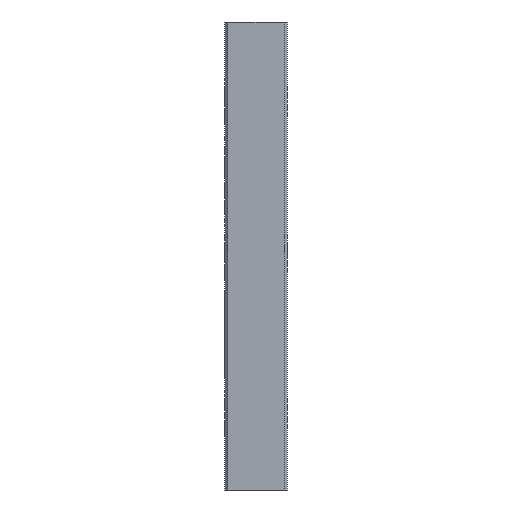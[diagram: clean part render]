
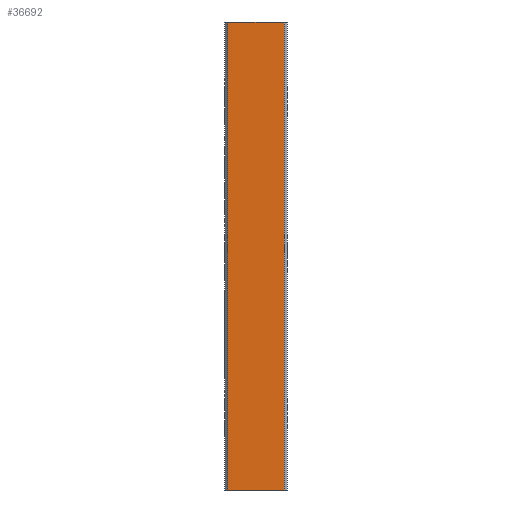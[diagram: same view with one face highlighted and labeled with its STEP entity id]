
A CAD part, front view. The second image highlights one B-rep face of the part: STEP entity #36692.
In plain terms, the highlighted planar face has unit normal (0, -1, 0).
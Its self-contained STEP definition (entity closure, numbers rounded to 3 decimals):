
#33145 = PLANE('',#33146);
#33146 = AXIS2_PLACEMENT_3D('',#33147,#33148,#33149);
#33147 = CARTESIAN_POINT('',(-0.315,-0.885,30.));
#33148 = DIRECTION('',(0.,0.,-1.));
#33149 = DIRECTION('',(-1.,0.,0.));
#33199 = PLANE('',#33200);
#33200 = AXIS2_PLACEMENT_3D('',#33201,#33202,#33203);
#33201 = CARTESIAN_POINT('',(-0.315,-0.885,0.));
#33202 = DIRECTION('',(0.,0.,-1.));
#33203 = DIRECTION('',(-1.,0.,0.));
#33514 = VERTEX_POINT('',#33515);
#33515 = CARTESIAN_POINT('',(1.8,-4.25,0.));
#33529 = PLANE('',#33530);
#33530 = AXIS2_PLACEMENT_3D('',#33531,#33532,#33533);
#33531 = CARTESIAN_POINT('',(1.8,-4.25,0.));
#33532 = DIRECTION('',(-0.707,0.707,0.));
#33533 = DIRECTION('',(0.707,0.707,0.));
#33541 = EDGE_CURVE('',#33542,#33514,#33544,.T.);
#33542 = VERTEX_POINT('',#33543);
#33543 = CARTESIAN_POINT('',(-1.8,-4.25,0.));
#33544 = SURFACE_CURVE('',#33545,(#33549,#33556),.PCURVE_S1.);
#33545 = LINE('',#33546,#33547);
#33546 = CARTESIAN_POINT('',(-1.8,-4.25,0.));
#33547 = VECTOR('',#33548,1.);
#33548 = DIRECTION('',(1.,0.,0.));
#33549 = PCURVE('',#33199,#33550);
#33550 = DEFINITIONAL_REPRESENTATION('',(#33551),#33555);
#33551 = LINE('',#33552,#33553);
#33552 = CARTESIAN_POINT('',(1.485,-3.365));
#33553 = VECTOR('',#33554,1.);
#33554 = DIRECTION('',(-1.,0.));
#33555 = ( GEOMETRIC_REPRESENTATION_CONTEXT(2) 
PARAMETRIC_REPRESENTATION_CONTEXT() REPRESENTATION_CONTEXT('2D SPACE',''
  ) );
#33556 = PCURVE('',#33557,#33562);
#33557 = PLANE('',#33558);
#33558 = AXIS2_PLACEMENT_3D('',#33559,#33560,#33561);
#33559 = CARTESIAN_POINT('',(-1.8,-4.25,0.));
#33560 = DIRECTION('',(0.,1.,0.));
#33561 = DIRECTION('',(1.,0.,0.));
#33562 = DEFINITIONAL_REPRESENTATION('',(#33563),#33567);
#33563 = LINE('',#33564,#33565);
#33564 = CARTESIAN_POINT('',(0.,0.));
#33565 = VECTOR('',#33566,1.);
#33566 = DIRECTION('',(1.,0.));
#33567 = ( GEOMETRIC_REPRESENTATION_CONTEXT(2) 
PARAMETRIC_REPRESENTATION_CONTEXT() REPRESENTATION_CONTEXT('2D SPACE',''
  ) );
#33585 = PLANE('',#33586);
#33586 = AXIS2_PLACEMENT_3D('',#33587,#33588,#33589);
#33587 = CARTESIAN_POINT('',(-2.,-4.05,0.));
#33588 = DIRECTION('',(0.707,0.707,0.));
#33589 = DIRECTION('',(0.707,-0.707,0.));
#33831 = VERTEX_POINT('',#33832);
#33832 = CARTESIAN_POINT('',(1.8,-4.25,30.));
#33853 = EDGE_CURVE('',#33854,#33831,#33856,.T.);
#33854 = VERTEX_POINT('',#33855);
#33855 = CARTESIAN_POINT('',(-1.8,-4.25,30.));
#33856 = SURFACE_CURVE('',#33857,(#33861,#33868),.PCURVE_S1.);
#33857 = LINE('',#33858,#33859);
#33858 = CARTESIAN_POINT('',(-1.8,-4.25,30.));
#33859 = VECTOR('',#33860,1.);
#33860 = DIRECTION('',(1.,0.,0.));
#33861 = PCURVE('',#33145,#33862);
#33862 = DEFINITIONAL_REPRESENTATION('',(#33863),#33867);
#33863 = LINE('',#33864,#33865);
#33864 = CARTESIAN_POINT('',(1.485,-3.365));
#33865 = VECTOR('',#33866,1.);
#33866 = DIRECTION('',(-1.,0.));
#33867 = ( GEOMETRIC_REPRESENTATION_CONTEXT(2) 
PARAMETRIC_REPRESENTATION_CONTEXT() REPRESENTATION_CONTEXT('2D SPACE',''
  ) );
#33868 = PCURVE('',#33557,#33869);
#33869 = DEFINITIONAL_REPRESENTATION('',(#33870),#33874);
#33870 = LINE('',#33871,#33872);
#33871 = CARTESIAN_POINT('',(0.,-30.));
#33872 = VECTOR('',#33873,1.);
#33873 = DIRECTION('',(1.,0.));
#33874 = ( GEOMETRIC_REPRESENTATION_CONTEXT(2) 
PARAMETRIC_REPRESENTATION_CONTEXT() REPRESENTATION_CONTEXT('2D SPACE',''
  ) );
#36539 = EDGE_CURVE('',#33542,#33854,#36540,.T.);
#36540 = SURFACE_CURVE('',#36541,(#36545,#36552),.PCURVE_S1.);
#36541 = LINE('',#36542,#36543);
#36542 = CARTESIAN_POINT('',(-1.8,-4.25,0.));
#36543 = VECTOR('',#36544,1.);
#36544 = DIRECTION('',(0.,0.,1.));
#36545 = PCURVE('',#33585,#36546);
#36546 = DEFINITIONAL_REPRESENTATION('',(#36547),#36551);
#36547 = LINE('',#36548,#36549);
#36548 = CARTESIAN_POINT('',(0.283,0.));
#36549 = VECTOR('',#36550,1.);
#36550 = DIRECTION('',(0.,-1.));
#36551 = ( GEOMETRIC_REPRESENTATION_CONTEXT(2) 
PARAMETRIC_REPRESENTATION_CONTEXT() REPRESENTATION_CONTEXT('2D SPACE',''
  ) );
#36552 = PCURVE('',#33557,#36553);
#36553 = DEFINITIONAL_REPRESENTATION('',(#36554),#36558);
#36554 = LINE('',#36555,#36556);
#36555 = CARTESIAN_POINT('',(0.,0.));
#36556 = VECTOR('',#36557,1.);
#36557 = DIRECTION('',(0.,-1.));
#36558 = ( GEOMETRIC_REPRESENTATION_CONTEXT(2) 
PARAMETRIC_REPRESENTATION_CONTEXT() REPRESENTATION_CONTEXT('2D SPACE',''
  ) );
#36692 = ADVANCED_FACE('',(#36693),#33557,.F.);
#36693 = FACE_BOUND('',#36694,.F.);
#36694 = EDGE_LOOP('',(#36695,#36696,#36697,#36718));
#36695 = ORIENTED_EDGE('',*,*,#36539,.T.);
#36696 = ORIENTED_EDGE('',*,*,#33853,.T.);
#36697 = ORIENTED_EDGE('',*,*,#36698,.F.);
#36698 = EDGE_CURVE('',#33514,#33831,#36699,.T.);
#36699 = SURFACE_CURVE('',#36700,(#36704,#36711),.PCURVE_S1.);
#36700 = LINE('',#36701,#36702);
#36701 = CARTESIAN_POINT('',(1.8,-4.25,0.));
#36702 = VECTOR('',#36703,1.);
#36703 = DIRECTION('',(0.,0.,1.));
#36704 = PCURVE('',#33557,#36705);
#36705 = DEFINITIONAL_REPRESENTATION('',(#36706),#36710);
#36706 = LINE('',#36707,#36708);
#36707 = CARTESIAN_POINT('',(3.6,0.));
#36708 = VECTOR('',#36709,1.);
#36709 = DIRECTION('',(0.,-1.));
#36710 = ( GEOMETRIC_REPRESENTATION_CONTEXT(2) 
PARAMETRIC_REPRESENTATION_CONTEXT() REPRESENTATION_CONTEXT('2D SPACE',''
  ) );
#36711 = PCURVE('',#33529,#36712);
#36712 = DEFINITIONAL_REPRESENTATION('',(#36713),#36717);
#36713 = LINE('',#36714,#36715);
#36714 = CARTESIAN_POINT('',(0.,0.));
#36715 = VECTOR('',#36716,1.);
#36716 = DIRECTION('',(0.,-1.));
#36717 = ( GEOMETRIC_REPRESENTATION_CONTEXT(2) 
PARAMETRIC_REPRESENTATION_CONTEXT() REPRESENTATION_CONTEXT('2D SPACE',''
  ) );
#36718 = ORIENTED_EDGE('',*,*,#33541,.F.);
